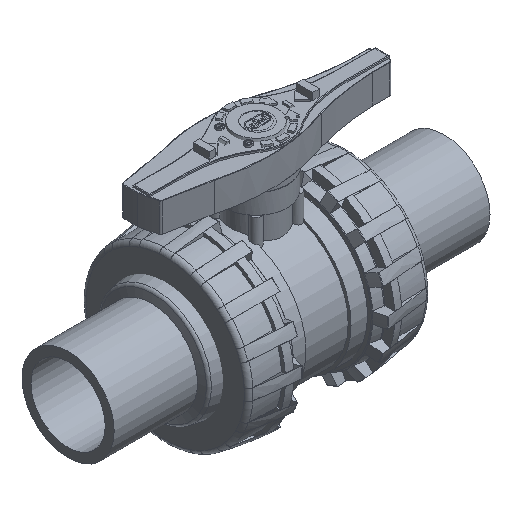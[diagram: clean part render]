
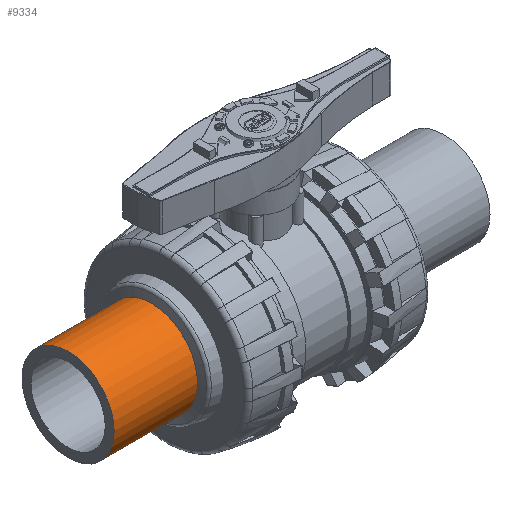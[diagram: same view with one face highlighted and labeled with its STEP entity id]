
A CAD part, isometric view. The second image highlights one B-rep face of the part: STEP entity #9334.
In plain terms, the highlighted cylindrical face has radius 45 mm (diameter 90 mm), a full revolution.
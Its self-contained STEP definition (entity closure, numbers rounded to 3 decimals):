
#652=FACE_BOUND($,#2178,.T.);
#1082=CYLINDRICAL_SURFACE($,#10274,45.);
#1590=FACE_OUTER_BOUND($,#2177,.T.);
#2177=EDGE_LOOP($,(#8602));
#2178=EDGE_LOOP($,(#8603));
#2612=CIRCLE($,#10268,45.);
#2615=CIRCLE($,#10275,45.);
#4511=VERTEX_POINT($,#19504);
#4514=VERTEX_POINT($,#19514);
#5875=EDGE_CURVE($,#4511,#4511,#2612,.T.);
#5878=EDGE_CURVE($,#4514,#4514,#2615,.T.);
#8602=ORIENTED_EDGE($,*,*,#5875,.F.);
#8603=ORIENTED_EDGE($,*,*,#5878,.F.);
#9334=ADVANCED_FACE($,(#1590,#652),#1082,.T.);
#10268=AXIS2_PLACEMENT_3D($,#19505,#12619,#12620);
#10274=AXIS2_PLACEMENT_3D($,#19513,#12631,#12632);
#10275=AXIS2_PLACEMENT_3D($,#19515,#12633,#12634);
#12619=DIRECTION('center_axis',(0.,-1.,0.));
#12620=DIRECTION('ref_axis',(1.,0.,0.));
#12631=DIRECTION('center_axis',(0.,1.,0.));
#12632=DIRECTION('ref_axis',(1.,0.,0.));
#12633=DIRECTION('center_axis',(0.,1.,0.));
#12634=DIRECTION('ref_axis',(1.,0.,0.));
#19504=CARTESIAN_POINT('',(162.44,180.137,0.));
#19505=CARTESIAN_POINT('Origin',(117.44,180.137,0.));
#19513=CARTESIAN_POINT('Origin',(117.44,260.537,0.));
#19514=CARTESIAN_POINT('',(162.44,261.537,0.));
#19515=CARTESIAN_POINT('Origin',(117.44,261.537,0.));
